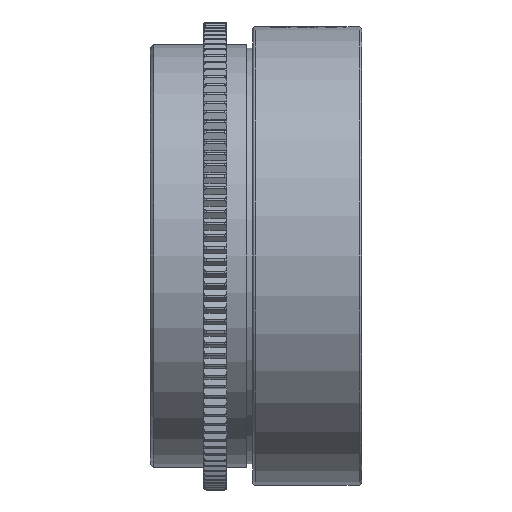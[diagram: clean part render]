
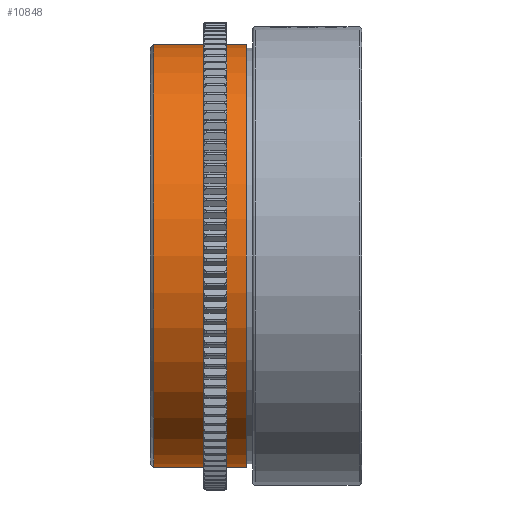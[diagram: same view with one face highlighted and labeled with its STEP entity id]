
A CAD part, left-side view. The second image highlights one B-rep face of the part: STEP entity #10848.
In plain terms, the highlighted cylindrical face has radius 25.845 mm (diameter 51.69 mm), a partial arc.
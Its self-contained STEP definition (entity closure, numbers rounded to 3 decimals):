
#1188 = DIRECTION ( 'NONE',  ( 0., 0., 1. ) ) ;
#1470 = DIRECTION ( 'NONE',  ( 0., 1., 0. ) ) ;
#1497 = LINE ( 'NONE', #6662, #37840 ) ;
#6537 = LINE ( 'NONE', #40823, #29821 ) ;
#6662 = CARTESIAN_POINT ( 'NONE',  ( 1.506, 14.935, -25.845 ) ) ;
#7137 = EDGE_CURVE ( 'NONE', #24429, #22117, #9577, .T. ) ;
#8825 = CARTESIAN_POINT ( 'NONE',  ( 1.506, 3.235, -25.845 ) ) ;
#9271 = CARTESIAN_POINT ( 'NONE',  ( 1.506, 3.235, 0. ) ) ;
#9577 = CIRCLE ( 'NONE', #24271, 25.845 ) ;
#10848 = ADVANCED_FACE ( 'NONE', ( #17162 ), #34146, .T. ) ;
#11667 = CARTESIAN_POINT ( 'NONE',  ( 1.506, 14.535, 25.845 ) ) ;
#11779 = EDGE_CURVE ( 'NONE', #37613, #13995, #15355, .T. ) ;
#13995 = VERTEX_POINT ( 'NONE', #36577 ) ;
#15355 = CIRCLE ( 'NONE', #37424, 25.845 ) ;
#17162 = FACE_OUTER_BOUND ( 'NONE', #41495, .T. ) ;
#19371 = DIRECTION ( 'NONE',  ( 0., -1., 0. ) ) ;
#20002 = DIRECTION ( 'NONE',  ( 0., -1., 0. ) ) ;
#22117 = VERTEX_POINT ( 'NONE', #33124 ) ;
#23842 = DIRECTION ( 'NONE',  ( 0., -1., 0. ) ) ;
#24271 = AXIS2_PLACEMENT_3D ( 'NONE', #9271, #1470, #1188 ) ;
#24429 = VERTEX_POINT ( 'NONE', #8825 ) ;
#24810 = EDGE_CURVE ( 'NONE', #13995, #24429, #1497, .T. ) ;
#25386 = AXIS2_PLACEMENT_3D ( 'NONE', #51665, #56577, #34720 ) ;
#27685 = ORIENTED_EDGE ( 'NONE', *, *, #11779, .T. ) ;
#28358 = DIRECTION ( 'NONE',  ( 0., 0., 1. ) ) ;
#29821 = VECTOR ( 'NONE', #23842, 1000. ) ;
#33124 = CARTESIAN_POINT ( 'NONE',  ( 1.506, 3.235, 25.845 ) ) ;
#33836 = EDGE_CURVE ( 'NONE', #37613, #22117, #6537, .T. ) ;
#34146 = CYLINDRICAL_SURFACE ( 'NONE', #25386, 25.845 ) ;
#34720 = DIRECTION ( 'NONE',  ( 0., 0., -1. ) ) ;
#36577 = CARTESIAN_POINT ( 'NONE',  ( 1.506, 14.535, -25.845 ) ) ;
#37424 = AXIS2_PLACEMENT_3D ( 'NONE', #50198, #20002, #28358 ) ;
#37613 = VERTEX_POINT ( 'NONE', #11667 ) ;
#37840 = VECTOR ( 'NONE', #19371, 1000. ) ;
#38304 = ORIENTED_EDGE ( 'NONE', *, *, #7137, .T. ) ;
#40284 = ORIENTED_EDGE ( 'NONE', *, *, #33836, .F. ) ;
#40823 = CARTESIAN_POINT ( 'NONE',  ( 1.506, 14.935, 25.845 ) ) ;
#41495 = EDGE_LOOP ( 'NONE', ( #40284, #27685, #49892, #38304 ) ) ;
#49892 = ORIENTED_EDGE ( 'NONE', *, *, #24810, .T. ) ;
#50198 = CARTESIAN_POINT ( 'NONE',  ( 1.506, 14.535, 0. ) ) ;
#51665 = CARTESIAN_POINT ( 'NONE',  ( 1.506, 14.935, 0. ) ) ;
#56577 = DIRECTION ( 'NONE',  ( 0., -1., 0. ) ) ;
